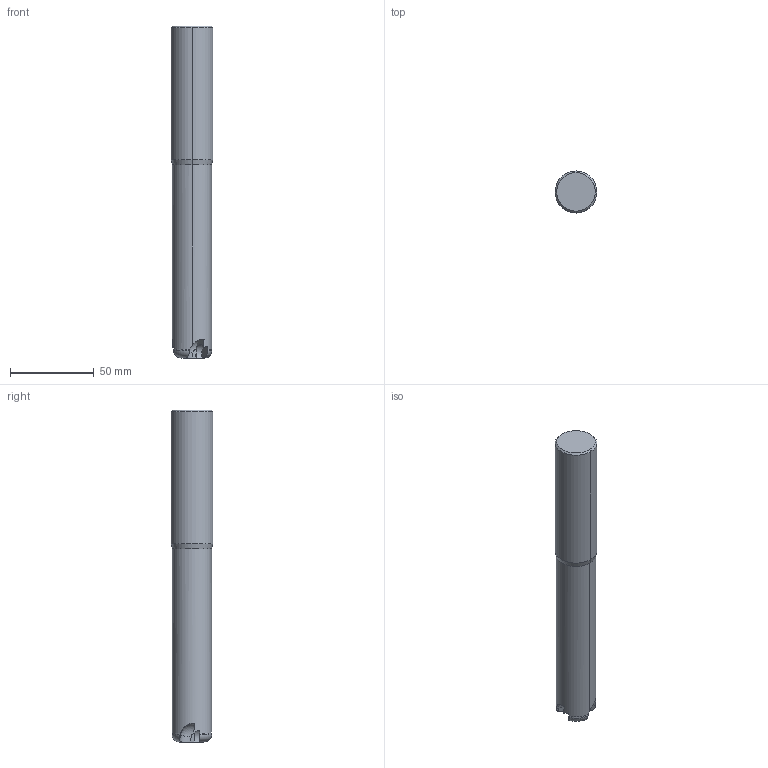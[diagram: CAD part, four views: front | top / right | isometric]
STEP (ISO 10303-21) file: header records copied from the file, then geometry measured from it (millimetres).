
FILE_DESCRIPTION(('no description'),'unknown implementation level');
FILE_NAME('solidM0rrgzADPkV3bRb5I_2qobm9W7U_1.STP',' ',('CIM GmbH Aachen'),('CADClick - KiM GmbH - www.kimweb.de'),'unknown preprocess','ACIS','unknown authorization');
FILE_SCHEMA(('automotive_design'));
Length unit declared in the file: millimetre
Products named in the file (1): 1
Bounding box: 25 x 25 x 198.41 mm (x, y, z)
Volume: 87607.6 mm3; surface area: 16155.9 mm2
Topology: 1 solids, 1 shells, 58 faces, 157 edges, 101 vertices
Faces by surface type: cylinder 24, plane 19, torus 11, cone 4
Entity records: 4399 total; most frequent: CARTESIAN_POINT 1163, STYLED_ITEM 317, PRESENTATION_STYLE_ASSIGNMENT 317, COLOUR_RGB 317, ORIENTED_EDGE 314, DIRECTION 310, EDGE_CURVE 157, CURVE_STYLE 157
